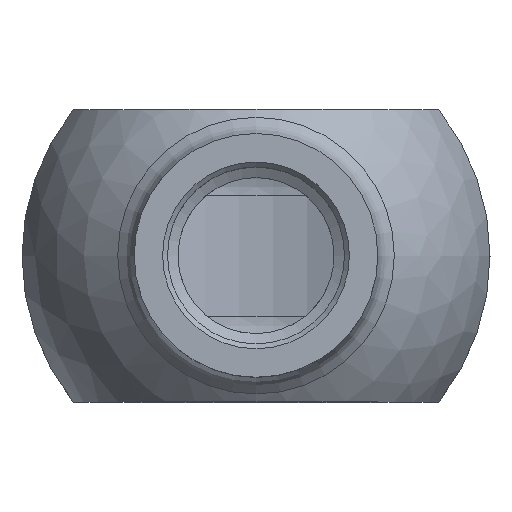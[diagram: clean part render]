
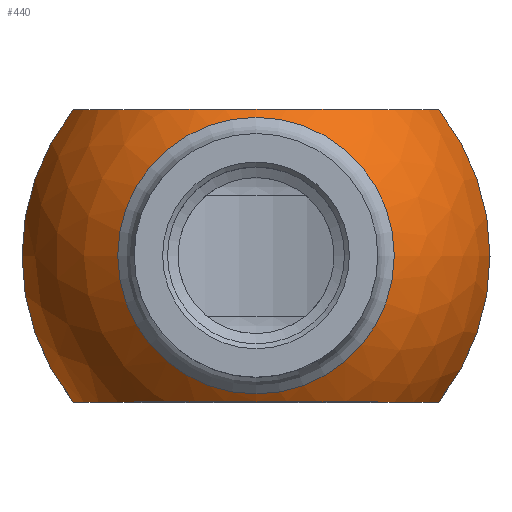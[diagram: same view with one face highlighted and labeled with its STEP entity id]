
A CAD part, top view. The second image highlights one B-rep face of the part: STEP entity #440.
In plain terms, the highlighted spherical face has radius 24.5 mm.
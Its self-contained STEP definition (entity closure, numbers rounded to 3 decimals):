
#382=CARTESIAN_POINT('',(13.186,10.807,19.976));
#383=VERTEX_POINT('',#382);
#384=CARTESIAN_POINT('',(-0.998,10.807,19.976));
#385=DIRECTION('',(0.0,0.0,1.0));
#386=DIRECTION('',(-1.0,0.0,0.0));
#387=AXIS2_PLACEMENT_3D('',#384,#385,#386);
#388=CIRCLE('',#387,14.184);
#389=EDGE_CURVE('',#383,#383,#388,.T.);
#394=CARTESIAN_POINT('',(-0.998,10.807,0.0));
#395=DIRECTION('',(0.0,0.0,1.0));
#396=DIRECTION('',(1.0,0.0,0.0));
#397=AXIS2_PLACEMENT_3D('',#394,#395,#396);
#398=SPHERICAL_SURFACE('',#397,24.5);
#399=CARTESIAN_POINT('',(17.737,25.807,4.924));
#400=VERTEX_POINT('',#399);
#401=CARTESIAN_POINT('',(-19.733,25.807,4.924));
#402=VERTEX_POINT('',#401);
#403=CARTESIAN_POINT('',(-0.998,25.807,0.0));
#404=DIRECTION('',(0.0,-1.0,0.0));
#405=DIRECTION('',(0.0,0.0,1.0));
#406=AXIS2_PLACEMENT_3D('',#403,#404,#405);
#407=CIRCLE('',#406,19.371);
#408=EDGE_CURVE('',#400,#402,#407,.T.);
#409=ORIENTED_EDGE('',*,*,#408,.T.);
#410=CARTESIAN_POINT('',(-19.733,-4.193,4.924));
#411=VERTEX_POINT('',#410);
#412=CARTESIAN_POINT('',(-0.998,10.807,4.924));
#413=DIRECTION('',(0.0,0.0,-1.0));
#414=DIRECTION('',(-1.0,0.0,0.0));
#415=AXIS2_PLACEMENT_3D('',#412,#413,#414);
#416=CIRCLE('',#415,24.);
#417=EDGE_CURVE('',#411,#402,#416,.T.);
#418=ORIENTED_EDGE('',*,*,#417,.F.);
#419=CARTESIAN_POINT('',(17.737,-4.193,4.924));
#420=VERTEX_POINT('',#419);
#421=CARTESIAN_POINT('',(-0.998,-4.193,0.0));
#422=DIRECTION('',(0.0,1.0,0.0));
#423=DIRECTION('',(0.0,0.0,-1.0));
#424=AXIS2_PLACEMENT_3D('',#421,#422,#423);
#425=CIRCLE('',#424,19.371);
#426=EDGE_CURVE('',#411,#420,#425,.T.);
#427=ORIENTED_EDGE('',*,*,#426,.T.);
#428=CARTESIAN_POINT('',(-0.998,10.807,4.924));
#429=DIRECTION('',(0.0,0.0,-1.0));
#430=DIRECTION('',(-1.0,0.0,0.0));
#431=AXIS2_PLACEMENT_3D('',#428,#429,#430);
#432=CIRCLE('',#431,24.);
#433=EDGE_CURVE('',#400,#420,#432,.T.);
#434=ORIENTED_EDGE('',*,*,#433,.F.);
#435=EDGE_LOOP('',(#409,#418,#427,#434));
#436=FACE_OUTER_BOUND('',#435,.T.);
#437=ORIENTED_EDGE('',*,*,#389,.F.);
#438=EDGE_LOOP('',(#437));
#439=FACE_BOUND('',#438,.T.);
#440=ADVANCED_FACE('',(#436,#439),#398,.T.);
